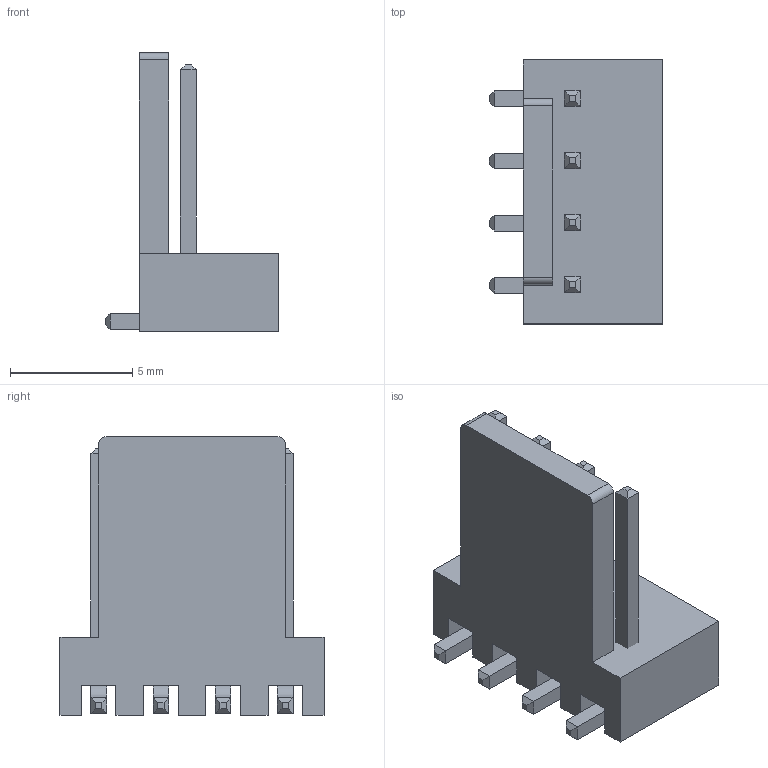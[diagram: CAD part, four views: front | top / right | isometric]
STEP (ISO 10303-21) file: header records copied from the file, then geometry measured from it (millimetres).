
FILE_DESCRIPTION(/* description */ ('STEP AP214'),/* implementation_level */ '2;1');
FILE_NAME(/* name */ '60a0c9c496f8280f110918fa',/* time_stamp */ '2021-05-16T07:29:09+00:00',/* author */ (''),/* organization */ (''),/* preprocessor_version */ 'ST-DEVELOPER v18.1',/* originating_system */ ' ',/* authorisation */ ' ');
FILE_SCHEMA (('AUTOMOTIVE_DESIGN {1 0 10303 214 3 1 1}'));
Length unit declared in the file: metre
Products named in the file (5): Part 5; Part 4; Part 3; Part 2; Part 1
Bounding box: 7.1 x 10.8 x 11.4 mm (x, y, z)
Volume: 254.8 mm3; surface area: 556.1 mm2
Topology: 5 solids, 5 shells, 100 faces, 238 edges, 148 vertices
Faces by surface type: plane 90, cylinder 10
Entity records: 2937 total; most frequent: CARTESIAN_POINT 491, ORIENTED_EDGE 476, DIRECTION 468, EDGE_CURVE 238, LINE 218, VECTOR 218, VERTEX_POINT 148, AXIS2_PLACEMENT_3D 125
